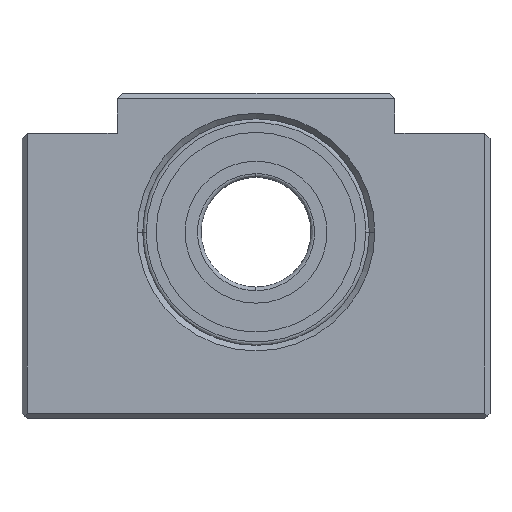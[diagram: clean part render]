
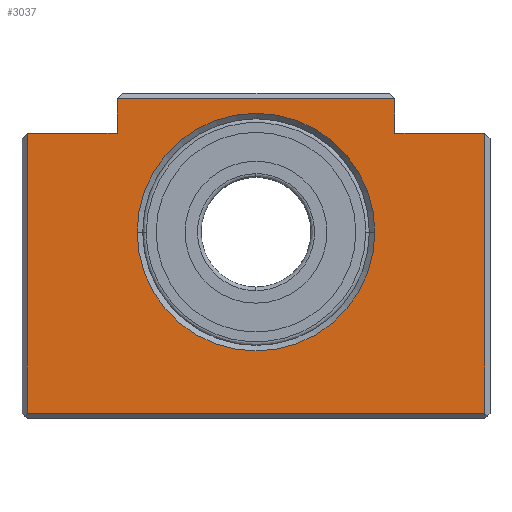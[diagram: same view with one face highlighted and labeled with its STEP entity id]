
A CAD part, top view. The second image highlights one B-rep face of the part: STEP entity #3037.
In plain terms, the highlighted planar face has unit normal (0, 0, 1).
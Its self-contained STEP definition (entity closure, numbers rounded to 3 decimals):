
#137 = ORIENTED_EDGE ( 'NONE', *, *, #3227, .T. ) ;
#158 = EDGE_CURVE ( 'NONE', #3461, #646, #3680, .T. ) ;
#175 = CARTESIAN_POINT ( 'NONE',  ( -36.5, 36.5, 0. ) ) ;
#284 = CARTESIAN_POINT ( 'NONE',  ( 62.5, -49.5, 0. ) ) ;
#293 = LINE ( 'NONE', #3676, #3093 ) ;
#337 = ORIENTED_EDGE ( 'NONE', *, *, #3378, .T. ) ;
#351 = PLANE ( 'NONE',  #1344 ) ;
#373 = AXIS2_PLACEMENT_3D ( 'NONE', #1333, #956, #565 ) ;
#390 = ORIENTED_EDGE ( 'NONE', *, *, #2715, .T. ) ;
#392 = VERTEX_POINT ( 'NONE', #613 ) ;
#485 = CARTESIAN_POINT ( 'NONE',  ( 38., 36.5, 0. ) ) ;
#487 = DIRECTION ( 'NONE',  ( -1., 0., 0. ) ) ;
#491 = EDGE_CURVE ( 'NONE', #2487, #2276, #3142, .T. ) ;
#496 = ORIENTED_EDGE ( 'NONE', *, *, #158, .T. ) ;
#523 = VECTOR ( 'NONE', #3665, 1000. ) ;
#552 = LINE ( 'NONE', #175, #1125 ) ;
#565 = DIRECTION ( 'NONE',  ( -1., 0., 0. ) ) ;
#613 = CARTESIAN_POINT ( 'NONE',  ( 62.5, -49.5, 0. ) ) ;
#646 = VERTEX_POINT ( 'NONE', #1372 ) ;
#664 = LINE ( 'NONE', #284, #523 ) ;
#699 = VERTEX_POINT ( 'NONE', #1579 ) ;
#744 = ORIENTED_EDGE ( 'NONE', *, *, #491, .T. ) ;
#843 = EDGE_LOOP ( 'NONE', ( #744, #3714 ) ) ;
#873 = DIRECTION ( 'NONE',  ( 0., 0., -1. ) ) ;
#923 = DIRECTION ( 'NONE',  ( -1., 0., 0. ) ) ;
#956 = DIRECTION ( 'NONE',  ( 0., 0., -1. ) ) ;
#1004 = VERTEX_POINT ( 'NONE', #2912 ) ;
#1034 = AXIS2_PLACEMENT_3D ( 'NONE', #2092, #3159, #2771 ) ;
#1125 = VECTOR ( 'NONE', #3547, 1000. ) ;
#1252 = CARTESIAN_POINT ( 'NONE',  ( -62.5, 27., 0. ) ) ;
#1258 = CARTESIAN_POINT ( 'NONE',  ( 0., 0., 0. ) ) ;
#1303 = CARTESIAN_POINT ( 'NONE',  ( -62.5, 27., 0. ) ) ;
#1333 = CARTESIAN_POINT ( 'NONE',  ( 0., 0., 0. ) ) ;
#1343 = VERTEX_POINT ( 'NONE', #485 ) ;
#1344 = AXIS2_PLACEMENT_3D ( 'NONE', #1258, #873, #487 ) ;
#1372 = CARTESIAN_POINT ( 'NONE',  ( -62.5, -49.5, 0. ) ) ;
#1460 = CIRCLE ( 'NONE', #1034, 32.5 ) ;
#1525 = ORIENTED_EDGE ( 'NONE', *, *, #2366, .T. ) ;
#1539 = VERTEX_POINT ( 'NONE', #1893 ) ;
#1567 = VECTOR ( 'NONE', #2162, 1000. ) ;
#1579 = CARTESIAN_POINT ( 'NONE',  ( -38., 27., 0. ) ) ;
#1580 = VECTOR ( 'NONE', #2896, 1000. ) ;
#1615 = VECTOR ( 'NONE', #2205, 1000. ) ;
#1690 = LINE ( 'NONE', #1303, #3505 ) ;
#1697 = ORIENTED_EDGE ( 'NONE', *, *, #2086, .T. ) ;
#1893 = CARTESIAN_POINT ( 'NONE',  ( 62.5, 27., 0. ) ) ;
#1989 = EDGE_LOOP ( 'NONE', ( #337, #1697, #2882, #3089, #390, #137, #1525, #496 ) ) ;
#2024 = FACE_BOUND ( 'NONE', #843, .T. ) ;
#2086 = EDGE_CURVE ( 'NONE', #392, #1539, #293, .T. ) ;
#2092 = CARTESIAN_POINT ( 'NONE',  ( 0., 0., 0. ) ) ;
#2162 = DIRECTION ( 'NONE',  ( 0., -1., 0. ) ) ;
#2205 = DIRECTION ( 'NONE',  ( 0., 1., 0. ) ) ;
#2206 = VERTEX_POINT ( 'NONE', #3602 ) ;
#2220 = FACE_OUTER_BOUND ( 'NONE', #1989, .T. ) ;
#2276 = VERTEX_POINT ( 'NONE', #3031 ) ;
#2366 = EDGE_CURVE ( 'NONE', #699, #3461, #1690, .T. ) ;
#2487 = VERTEX_POINT ( 'NONE', #2710 ) ;
#2542 = CARTESIAN_POINT ( 'NONE',  ( -38., 36.5, 0. ) ) ;
#2585 = CARTESIAN_POINT ( 'NONE',  ( 38., 36.5, 0. ) ) ;
#2602 = VECTOR ( 'NONE', #2708, 1000. ) ;
#2708 = DIRECTION ( 'NONE',  ( -1., 0., 0. ) ) ;
#2710 = CARTESIAN_POINT ( 'NONE',  ( 32.5, 0., 0. ) ) ;
#2715 = EDGE_CURVE ( 'NONE', #1343, #2206, #552, .T. ) ;
#2723 = EDGE_CURVE ( 'NONE', #2276, #2487, #1460, .T. ) ;
#2740 = EDGE_CURVE ( 'NONE', #1004, #1343, #2980, .T. ) ;
#2771 = DIRECTION ( 'NONE',  ( -1., 0., 0. ) ) ;
#2882 = ORIENTED_EDGE ( 'NONE', *, *, #3049, .T. ) ;
#2896 = DIRECTION ( 'NONE',  ( 0., -1., 0. ) ) ;
#2912 = CARTESIAN_POINT ( 'NONE',  ( 38., 27., 0. ) ) ;
#2933 = LINE ( 'NONE', #2542, #1567 ) ;
#2980 = LINE ( 'NONE', #2585, #1615 ) ;
#3031 = CARTESIAN_POINT ( 'NONE',  ( -32.5, 0., 0. ) ) ;
#3037 = ADVANCED_FACE ( 'NONE', ( #2024, #2220 ), #351, .F. ) ;
#3049 = EDGE_CURVE ( 'NONE', #1539, #1004, #3473, .T. ) ;
#3089 = ORIENTED_EDGE ( 'NONE', *, *, #2740, .T. ) ;
#3090 = CARTESIAN_POINT ( 'NONE',  ( 38., 27., 0. ) ) ;
#3093 = VECTOR ( 'NONE', #3281, 1000. ) ;
#3142 = CIRCLE ( 'NONE', #373, 32.5 ) ;
#3159 = DIRECTION ( 'NONE',  ( 0., 0., -1. ) ) ;
#3227 = EDGE_CURVE ( 'NONE', #2206, #699, #2933, .T. ) ;
#3281 = DIRECTION ( 'NONE',  ( 0., 1., 0. ) ) ;
#3287 = CARTESIAN_POINT ( 'NONE',  ( -62.5, -49.5, 0. ) ) ;
#3378 = EDGE_CURVE ( 'NONE', #646, #392, #664, .T. ) ;
#3461 = VERTEX_POINT ( 'NONE', #1252 ) ;
#3473 = LINE ( 'NONE', #3090, #2602 ) ;
#3505 = VECTOR ( 'NONE', #923, 1000. ) ;
#3547 = DIRECTION ( 'NONE',  ( -1., 0., 0. ) ) ;
#3602 = CARTESIAN_POINT ( 'NONE',  ( -38., 36.5, 0. ) ) ;
#3665 = DIRECTION ( 'NONE',  ( 1., 0., 0. ) ) ;
#3676 = CARTESIAN_POINT ( 'NONE',  ( 62.5, 25.5, 0. ) ) ;
#3680 = LINE ( 'NONE', #3287, #1580 ) ;
#3714 = ORIENTED_EDGE ( 'NONE', *, *, #2723, .T. ) ;
